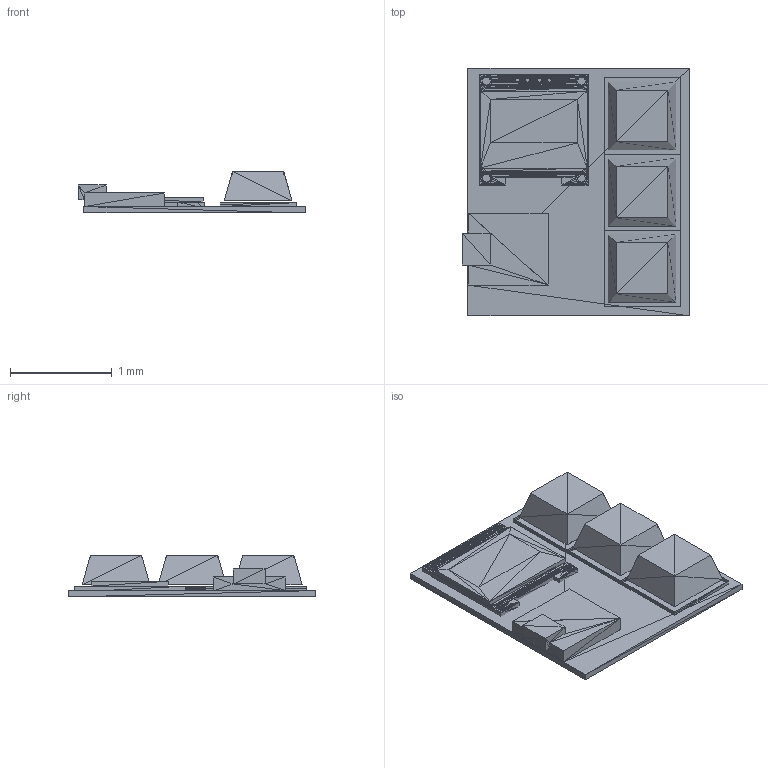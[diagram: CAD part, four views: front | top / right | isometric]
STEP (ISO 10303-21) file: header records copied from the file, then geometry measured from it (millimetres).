
FILE_DESCRIPTION((''),'2;1');
FILE_NAME('Macropad', '2026-02-01T19:09:48', (''), (''), 'ImageToStl.com STEP Converter','', '');
FILE_SCHEMA(('AUTOMOTIVE_DESIGN_CC2'));
Length unit declared in the file: metre
Products named in the file (1): product0
Bounding box: 2.24 x 2.44 x 0.41 mm (x, y, z)
Surface area: 21.7 mm2 (no closed solid volume)
Topology: 0 solids, 1151 shells, 1151 faces, 3441 edges, 575 vertices
Faces by surface type: plane 1151
Entity records: 26500 total; most frequent: DIRECTION 5757, ORIENTED_EDGE 3453, EDGE_CURVE 3453, LINE 3453, VECTOR 3453, AXIS2_PLACEMENT_3D 1152, FACE_SURFACE 1151, PLANE 1151
